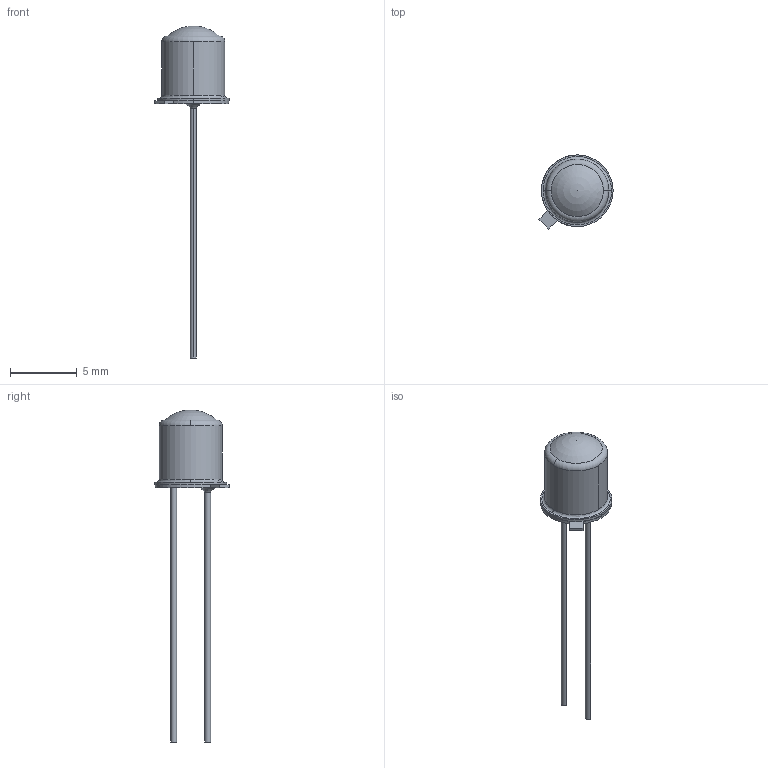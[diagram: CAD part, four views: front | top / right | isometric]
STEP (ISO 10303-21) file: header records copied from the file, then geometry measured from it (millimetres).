
FILE_DESCRIPTION (( 'STEP AP203' ), '1' );
FILE_NAME ('SFH_4851_20230309_geometry.STEP', '2023-03-09T11:43:28', ( '' ), ( '' ), 'SwSTEP 2.0', 'SolidWorks 2017', '' );
FILE_SCHEMA (( 'CONFIG_CONTROL_DESIGN' ));
Length unit declared in the file: millimetre
Products named in the file (1): SFH_4851_20230309_geometry
Bounding box: 5.55 x 5.55 x 24.82 mm (x, y, z)
Volume: 100.3 mm3; surface area: 174.8 mm2
Topology: 1 solids, 2 shells, 39 faces, 94 edges, 61 vertices
Faces by surface type: cylinder 15, plane 11, torus 8, cone 4, sphere 1
Entity records: 1299 total; most frequent: CARTESIAN_POINT 268, DIRECTION 226, ORIENTED_EDGE 184, AXIS2_PLACEMENT_3D 98, EDGE_CURVE 92, VERTEX_POINT 60, CIRCLE 58, EDGE_LOOP 44
